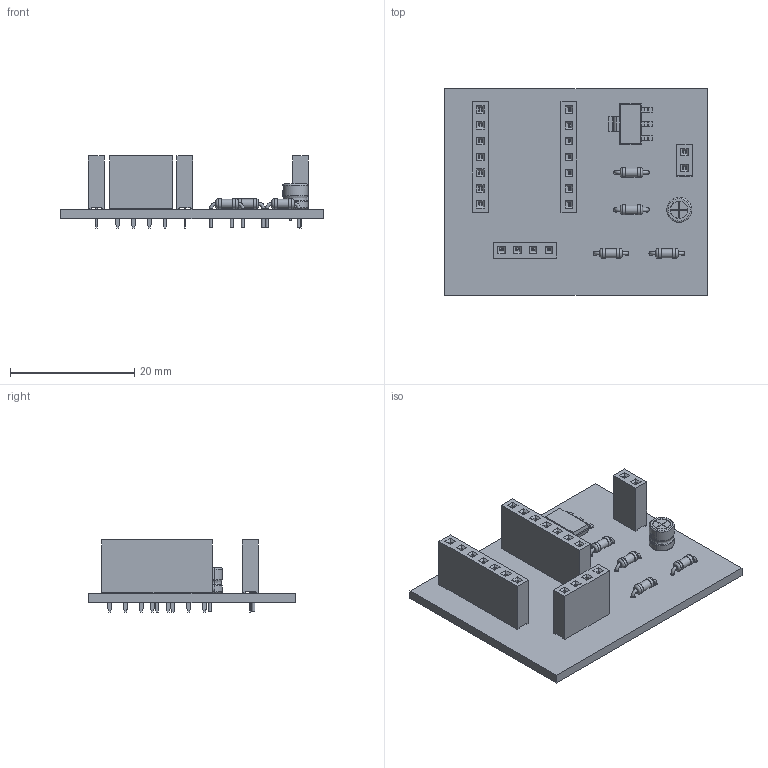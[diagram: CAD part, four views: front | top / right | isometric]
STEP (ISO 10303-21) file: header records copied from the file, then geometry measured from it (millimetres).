
FILE_DESCRIPTION(('KiCad electronic assembly'),'2;1');
FILE_NAME('Projeto Biomecanica.step','2025-04-21T23:22:25',('Pcbnew'),( 'Kicad'),'Open CASCADE STEP processor 7.8','KiCad to STEP converter' ,'Unknown');
FILE_SCHEMA(('AUTOMOTIVE_DESIGN { 1 0 10303 214 1 1 1 1 }'));
Length unit declared in the file: millimetre
Products named in the file (8): Projeto Biomecanica 1; R_Axial_DIN0204_L3.6mm_D1.6mm_P5.08mm_Horizontal; PinSocket_1x02_P2.54mm_Vertical; SOT-223; PinSocket_1x07_P2.54mm_Vertical; CP_Radial_D4.0mm_P1.50mm; PinSocket_1x04_P2.54mm_Vertical; Projeto Biomecanica_PCB
Assembly tree (11 placements, depth 2):
  Projeto Biomecanica 1
    R_Axial_DIN0204_L3.6mm_D1.6mm_P5.08mm_Horizontal  x4
    PinSocket_1x02_P2.54mm_Vertical
    SOT-223
    PinSocket_1x07_P2.54mm_Vertical  x2
    CP_Radial_D4.0mm_P1.50mm
    PinSocket_1x04_P2.54mm_Vertical
    Projeto Biomecanica_PCB
Bounding box: 42.25 x 33.25 x 11.6 mm (x, y, z)
Volume: 3241 mm3; surface area: 5254.9 mm2
Topology: 11 solids, 12 shells, 788 faces, 1977 edges, 1271 vertices
Faces by surface type: plane 660, cylinder 80, bspline 24, torus 18, revolution 6
Full cylindrical faces by diameter (mm): 0.3 x2, 0.5 x8, 0.6 x2, 0.7 x8, 1 x20, 1.44 x4, 1.6 x8
Entity records: 22774 total; most frequent: CARTESIAN_POINT 3913, ORIENTED_EDGE 2816, DIRECTION 2593, EDGE_CURVE 1408, LINE 1205, VECTOR 1205, VERTEX_POINT 905, AXIS2_PLACEMENT_3D 691
